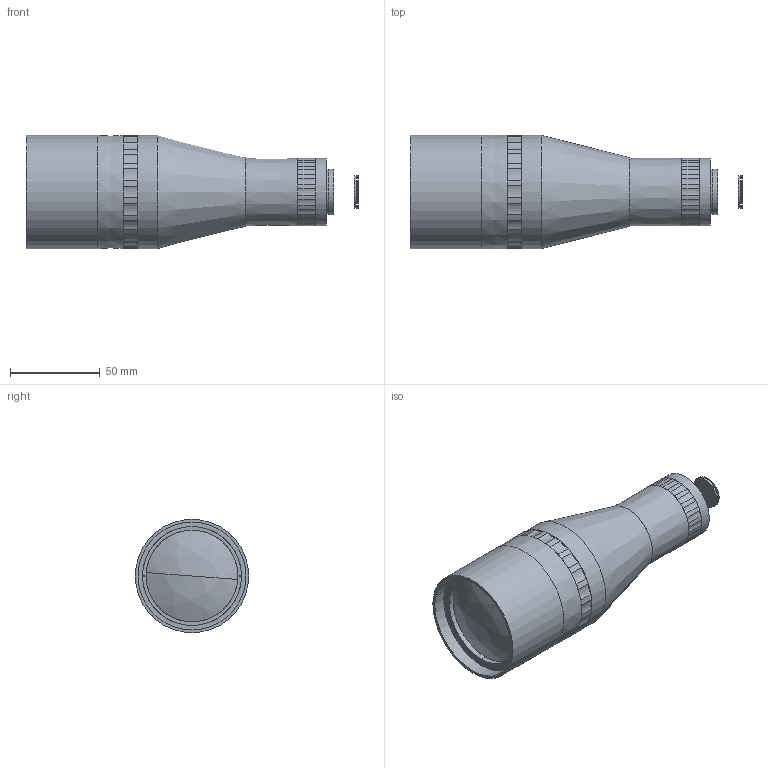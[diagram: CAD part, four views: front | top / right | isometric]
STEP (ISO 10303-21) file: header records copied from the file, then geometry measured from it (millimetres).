
FILE_DESCRIPTION (( 'STEP AP203' ), '1' );
FILE_NAME ('600070.STEP', '2023-02-03T08:24:06', ( '' ), ( '' ), 'SwSTEP 2.0', 'SolidWorks 2020', '' );
FILE_SCHEMA (( 'CONFIG_CONTROL_DESIGN' ));
Length unit declared in the file: millimetre
Products named in the file (1): 600070
Bounding box: 184.52 x 63.01 x 63.01 mm (x, y, z)
Volume: 368643.3 mm3; surface area: 73708.5 mm2
Topology: 9 solids, 9 shells, 154 faces, 368 edges, 244 vertices
Faces by surface type: cylinder 104, plane 36, cone 10, bspline 4
Full cylindrical faces by diameter (mm): 22.304 x1, 24.6 x1, 25.4 x1, 30 x1, 30.6 x1, 35.473 x2, 37.575 x1, 57.5 x2, 59.654 x2, 60 x1, 63 x1
Entity records: 4603 total; most frequent: DIRECTION 884, CARTESIAN_POINT 803, ORIENTED_EDGE 688, AXIS2_PLACEMENT_3D 389, EDGE_CURVE 344, VERTEX_POINT 244, CIRCLE 238, EDGE_LOOP 200
